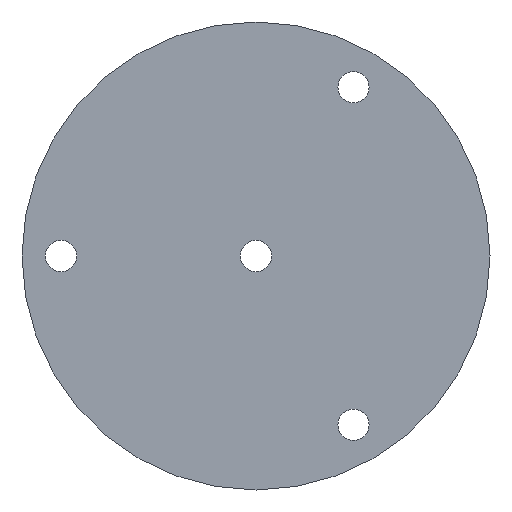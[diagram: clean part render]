
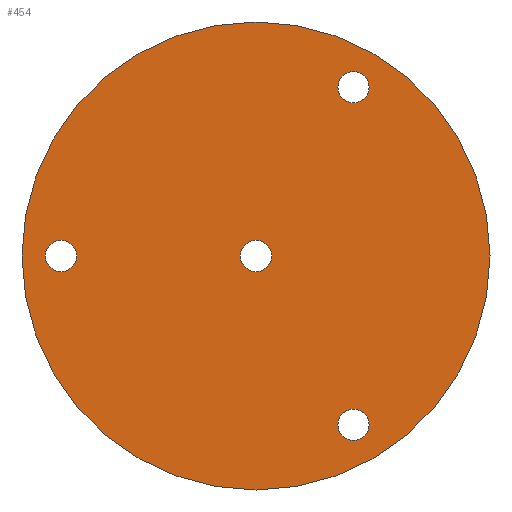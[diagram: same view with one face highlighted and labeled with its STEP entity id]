
A CAD part, front view. The second image highlights one B-rep face of the part: STEP entity #454.
In plain terms, the highlighted planar face has unit normal (0, -1, 0).
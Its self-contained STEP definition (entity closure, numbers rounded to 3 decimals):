
#2 = CIRCLE ( 'NONE', #378, 4. ) ;
#11 = AXIS2_PLACEMENT_3D ( 'NONE', #33, #256, #369 ) ;
#14 = ORIENTED_EDGE ( 'NONE', *, *, #431, .F. ) ;
#16 = ORIENTED_EDGE ( 'NONE', *, *, #27, .T. ) ;
#19 = CARTESIAN_POINT ( 'NONE',  ( 0., 0., 0. ) ) ;
#20 = DIRECTION ( 'NONE',  ( 0., 0., 1. ) ) ;
#22 = CARTESIAN_POINT ( 'NONE',  ( 25., 0., 43.301 ) ) ;
#24 = EDGE_CURVE ( 'NONE', #202, #281, #2, .T. ) ;
#27 = EDGE_CURVE ( 'NONE', #432, #258, #329, .T. ) ;
#29 = VERTEX_POINT ( 'NONE', #386 ) ;
#33 = CARTESIAN_POINT ( 'NONE',  ( 25., 0., -43.301 ) ) ;
#35 = DIRECTION ( 'NONE',  ( 0., 1., 0. ) ) ;
#38 = AXIS2_PLACEMENT_3D ( 'NONE', #244, #394, #91 ) ;
#39 = AXIS2_PLACEMENT_3D ( 'NONE', #22, #92, #191 ) ;
#44 = DIRECTION ( 'NONE',  ( 0., 0., 1. ) ) ;
#45 = EDGE_CURVE ( 'NONE', #78, #413, #49, .T. ) ;
#49 = CIRCLE ( 'NONE', #39, 4. ) ;
#50 = ORIENTED_EDGE ( 'NONE', *, *, #45, .T. ) ;
#56 = AXIS2_PLACEMENT_3D ( 'NONE', #262, #35, #79 ) ;
#63 = VERTEX_POINT ( 'NONE', #272 ) ;
#66 = DIRECTION ( 'NONE',  ( 0., 0., 1. ) ) ;
#71 = AXIS2_PLACEMENT_3D ( 'NONE', #405, #74, #44 ) ;
#74 = DIRECTION ( 'NONE',  ( 0., 1., 0. ) ) ;
#78 = VERTEX_POINT ( 'NONE', #83 ) ;
#79 = DIRECTION ( 'NONE',  ( 0., 0., 1. ) ) ;
#83 = CARTESIAN_POINT ( 'NONE',  ( 25., 0., 39.301 ) ) ;
#85 = DIRECTION ( 'NONE',  ( 0., 1., 0. ) ) ;
#89 = CIRCLE ( 'NONE', #234, 4. ) ;
#91 = DIRECTION ( 'NONE',  ( 0., 0., 1. ) ) ;
#92 = DIRECTION ( 'NONE',  ( 0., 1., 0. ) ) ;
#102 = CARTESIAN_POINT ( 'NONE',  ( 25., 0., -43.301 ) ) ;
#103 = CIRCLE ( 'NONE', #38, 60. ) ;
#107 = DIRECTION ( 'NONE',  ( 0., 1., 0. ) ) ;
#111 = CARTESIAN_POINT ( 'NONE',  ( 25., 0., 47.301 ) ) ;
#114 = EDGE_LOOP ( 'NONE', ( #208, #408 ) ) ;
#126 = CIRCLE ( 'NONE', #399, 4. ) ;
#127 = DIRECTION ( 'NONE',  ( 0., 1., 0. ) ) ;
#130 = CIRCLE ( 'NONE', #189, 60. ) ;
#133 = EDGE_CURVE ( 'NONE', #176, #29, #126, .T. ) ;
#135 = DIRECTION ( 'NONE',  ( 0., 0., 1. ) ) ;
#137 = CARTESIAN_POINT ( 'NONE',  ( 0., 0., 4. ) ) ;
#139 = CARTESIAN_POINT ( 'NONE',  ( -50., 0., 0. ) ) ;
#150 = EDGE_LOOP ( 'NONE', ( #14, #305 ) ) ;
#154 = VERTEX_POINT ( 'NONE', #321 ) ;
#155 = FACE_BOUND ( 'NONE', #354, .T. ) ;
#160 = AXIS2_PLACEMENT_3D ( 'NONE', #255, #193, #20 ) ;
#174 = DIRECTION ( 'NONE',  ( 0., 1., 0. ) ) ;
#176 = VERTEX_POINT ( 'NONE', #460 ) ;
#179 = CARTESIAN_POINT ( 'NONE',  ( 0., 0., 0. ) ) ;
#183 = FACE_BOUND ( 'NONE', #446, .T. ) ;
#184 = EDGE_CURVE ( 'NONE', #154, #63, #103, .T. ) ;
#189 = AXIS2_PLACEMENT_3D ( 'NONE', #179, #336, #222 ) ;
#191 = DIRECTION ( 'NONE',  ( 0., 0., 1. ) ) ;
#193 = DIRECTION ( 'NONE',  ( 0., 1., 0. ) ) ;
#200 = FACE_BOUND ( 'NONE', #114, .T. ) ;
#202 = VERTEX_POINT ( 'NONE', #276 ) ;
#208 = ORIENTED_EDGE ( 'NONE', *, *, #133, .T. ) ;
#222 = DIRECTION ( 'NONE',  ( 0., 0., 1. ) ) ;
#226 = ORIENTED_EDGE ( 'NONE', *, *, #333, .T. ) ;
#229 = CARTESIAN_POINT ( 'NONE',  ( 0., 0., -4. ) ) ;
#234 = AXIS2_PLACEMENT_3D ( 'NONE', #445, #174, #439 ) ;
#244 = CARTESIAN_POINT ( 'NONE',  ( 0., 0., 0. ) ) ;
#252 = CIRCLE ( 'NONE', #56, 4. ) ;
#255 = CARTESIAN_POINT ( 'NONE',  ( 0., 0., 0. ) ) ;
#256 = DIRECTION ( 'NONE',  ( 0., 1., 0. ) ) ;
#258 = VERTEX_POINT ( 'NONE', #137 ) ;
#261 = ORIENTED_EDGE ( 'NONE', *, *, #424, .T. ) ;
#262 = CARTESIAN_POINT ( 'NONE',  ( 25., 0., 43.301 ) ) ;
#263 = FACE_BOUND ( 'NONE', #471, .T. ) ;
#266 = EDGE_CURVE ( 'NONE', #29, #176, #311, .T. ) ;
#270 = DIRECTION ( 'NONE',  ( 0., 0., 1. ) ) ;
#272 = CARTESIAN_POINT ( 'NONE',  ( 0., 0., -60. ) ) ;
#276 = CARTESIAN_POINT ( 'NONE',  ( -50., 0., -4. ) ) ;
#277 = CIRCLE ( 'NONE', #71, 4. ) ;
#281 = VERTEX_POINT ( 'NONE', #286 ) ;
#286 = CARTESIAN_POINT ( 'NONE',  ( -50., 0., 4. ) ) ;
#304 = PLANE ( 'NONE',  #373 ) ;
#305 = ORIENTED_EDGE ( 'NONE', *, *, #184, .F. ) ;
#311 = CIRCLE ( 'NONE', #11, 4. ) ;
#317 = EDGE_CURVE ( 'NONE', #413, #78, #252, .T. ) ;
#321 = CARTESIAN_POINT ( 'NONE',  ( 0., 0., 60. ) ) ;
#329 = CIRCLE ( 'NONE', #160, 4. ) ;
#333 = EDGE_CURVE ( 'NONE', #258, #432, #89, .T. ) ;
#336 = DIRECTION ( 'NONE',  ( 0., 1., 0. ) ) ;
#354 = EDGE_LOOP ( 'NONE', ( #50, #359 ) ) ;
#359 = ORIENTED_EDGE ( 'NONE', *, *, #317, .T. ) ;
#369 = DIRECTION ( 'NONE',  ( 0., 0., 1. ) ) ;
#373 = AXIS2_PLACEMENT_3D ( 'NONE', #19, #85, #270 ) ;
#378 = AXIS2_PLACEMENT_3D ( 'NONE', #139, #107, #135 ) ;
#382 = ORIENTED_EDGE ( 'NONE', *, *, #24, .T. ) ;
#384 = FACE_OUTER_BOUND ( 'NONE', #150, .T. ) ;
#386 = CARTESIAN_POINT ( 'NONE',  ( 25., 0., -39.301 ) ) ;
#394 = DIRECTION ( 'NONE',  ( 0., 1., 0. ) ) ;
#399 = AXIS2_PLACEMENT_3D ( 'NONE', #102, #127, #66 ) ;
#405 = CARTESIAN_POINT ( 'NONE',  ( -50., 0., 0. ) ) ;
#408 = ORIENTED_EDGE ( 'NONE', *, *, #266, .T. ) ;
#413 = VERTEX_POINT ( 'NONE', #111 ) ;
#424 = EDGE_CURVE ( 'NONE', #281, #202, #277, .T. ) ;
#431 = EDGE_CURVE ( 'NONE', #63, #154, #130, .T. ) ;
#432 = VERTEX_POINT ( 'NONE', #229 ) ;
#439 = DIRECTION ( 'NONE',  ( 0., 0., 1. ) ) ;
#445 = CARTESIAN_POINT ( 'NONE',  ( 0., 0., 0. ) ) ;
#446 = EDGE_LOOP ( 'NONE', ( #382, #261 ) ) ;
#454 = ADVANCED_FACE ( 'NONE', ( #384, #263, #183, #200, #155 ), #304, .F. ) ;
#460 = CARTESIAN_POINT ( 'NONE',  ( 25., 0., -47.301 ) ) ;
#471 = EDGE_LOOP ( 'NONE', ( #16, #226 ) ) ;
